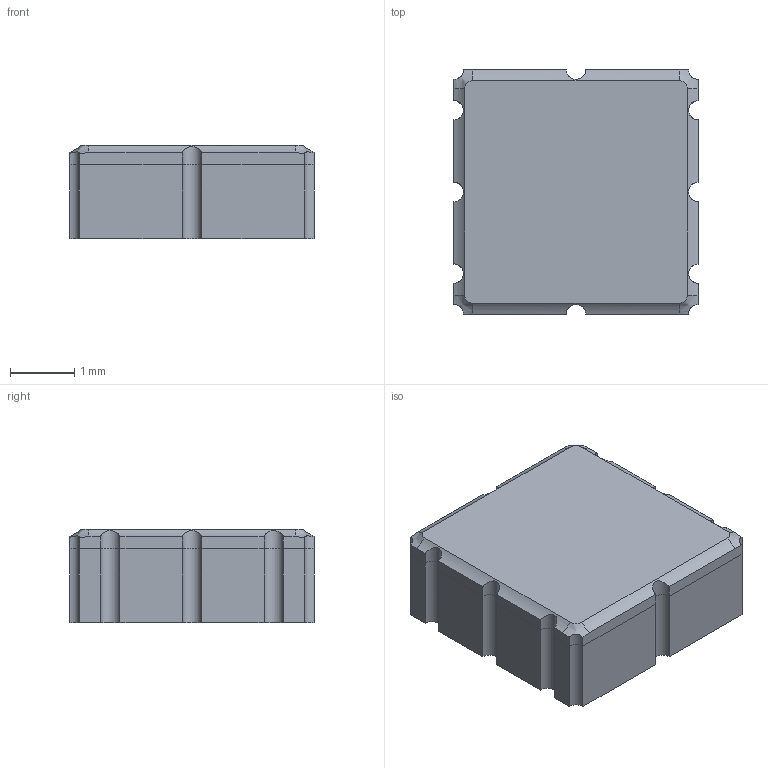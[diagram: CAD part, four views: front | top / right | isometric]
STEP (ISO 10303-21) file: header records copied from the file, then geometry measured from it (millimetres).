
FILE_DESCRIPTION(/* description */ (''),/* implementation_level */ '2;1');
FILE_NAME(/* name */ 'AFS434S3.step',/* time_stamp */ '2018-12-29T11:27:11+11:00',/* author */ (''),/* organization */ (''),/* preprocessor_version */ 'ST-DEVELOPER v17.2',/* originating_system */ 'Autodesk Translation Framework v7.6.0.251',/* authorisation */ '');
FILE_SCHEMA (('AUTOMOTIVE_DESIGN { 1 0 10303 214 3 1 1 }'));
Length unit declared in the file: millimetre
Products named in the file (1): (Unsaved)
Bounding box: 3.8 x 3.8 x 1.45 mm (x, y, z)
Volume: 20.3 mm3; surface area: 78.8 mm2
Topology: 2 solids, 2 shells, 66 faces, 204 edges, 142 vertices
Faces by surface type: plane 34, cylinder 28, bspline 4
Entity records: 2637 total; most frequent: CARTESIAN_POINT 669, ORIENTED_EDGE 408, DIRECTION 364, EDGE_CURVE 204, VERTEX_POINT 142, LINE 130, VECTOR 130, AXIS2_PLACEMENT_3D 117
